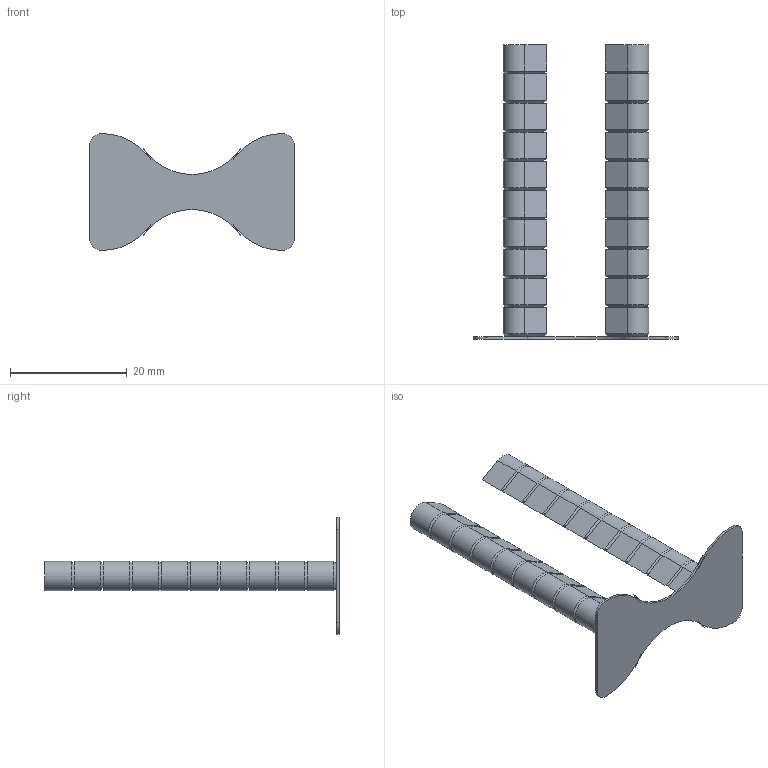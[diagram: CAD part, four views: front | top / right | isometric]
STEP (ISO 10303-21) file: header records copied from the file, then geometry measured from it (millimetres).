
FILE_DESCRIPTION(/* description */ (''),/* implementation_level */ '2;1');
FILE_NAME(/* name */ 'RetractionTower10.stp',/* time_stamp */ '2022-11-16T21:28:25+01:00',/* author */ ('borod'),/* organization */ (''),/* preprocessor_version */ 'ST-DEVELOPER v19',/* originating_system */ 'Autodesk Inventor 2023',/* authorisation */ '');
FILE_SCHEMA (('AUTOMOTIVE_DESIGN { 1 0 10303 214 3 1 1 }'));
Length unit declared in the file: millimetre
Products named in the file (3): Full Tower; Base; Floor
Assembly tree (11 placements, depth 2):
  Full Tower
    Base
    Floor  x10
Bounding box: 35 x 50.4 x 20 mm (x, y, z)
Volume: 2539.4 mm3; surface area: 3765.6 mm2
Topology: 21 solids, 21 shells, 182 faces, 440 edges, 380 vertices
Faces by surface type: plane 132, cylinder 30, cone 20
Entity records: 1447 total; most frequent: CARTESIAN_POINT 264, DIRECTION 244, ORIENTED_EDGE 180, EDGE_CURVE 90, AXIS2_PLACEMENT_3D 90, LINE 64, VECTOR 64, VERTEX_POINT 58
